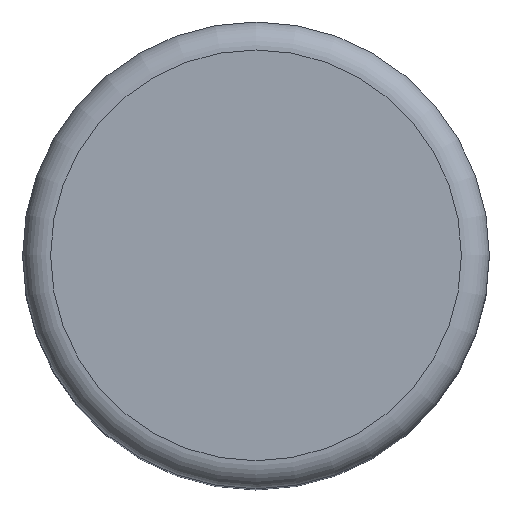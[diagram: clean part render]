
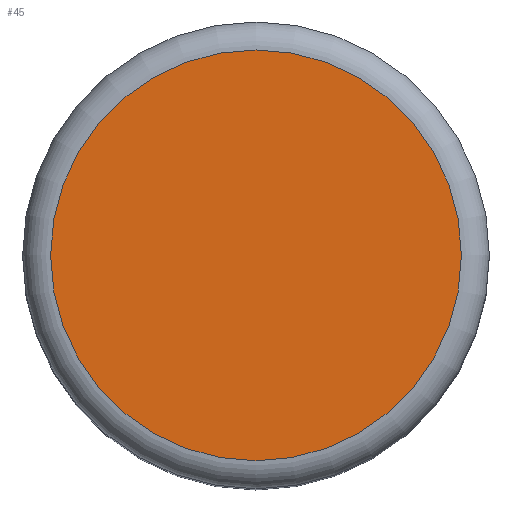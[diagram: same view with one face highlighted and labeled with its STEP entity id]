
A CAD part, top view. The second image highlights one B-rep face of the part: STEP entity #45.
In plain terms, the highlighted planar face has unit normal (0, 0, 1).
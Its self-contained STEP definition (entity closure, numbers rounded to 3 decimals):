
#45 = ADVANCED_FACE( '', ( #104 ), #105, .F. );
#104 = FACE_OUTER_BOUND( '', #194, .T. );
#105 = PLANE( '', #195 );
#194 = EDGE_LOOP( '', ( #278 ) );
#195 = AXIS2_PLACEMENT_3D( '', #279, #280, #281 );
#278 = ORIENTED_EDGE( '', *, *, #401, .T. );
#279 = CARTESIAN_POINT( '', ( 12.5, 0., 32.5 ) );
#280 = DIRECTION( '', ( 0., 0., -1. ) );
#281 = DIRECTION( '', ( -1., 0., 0. ) );
#401 = EDGE_CURVE( '', #442, #442, #443, .F. );
#442 = VERTEX_POINT( '', #501 );
#443 = CIRCLE( '', #502, 11. );
#501 = CARTESIAN_POINT( '', ( -11., 0., 32.5 ) );
#502 = AXIS2_PLACEMENT_3D( '', #559, #560, #561 );
#559 = CARTESIAN_POINT( '', ( 0., 0., 32.5 ) );
#560 = DIRECTION( '', ( 0., 0., -1. ) );
#561 = DIRECTION( '', ( -1., 0., 0. ) );
